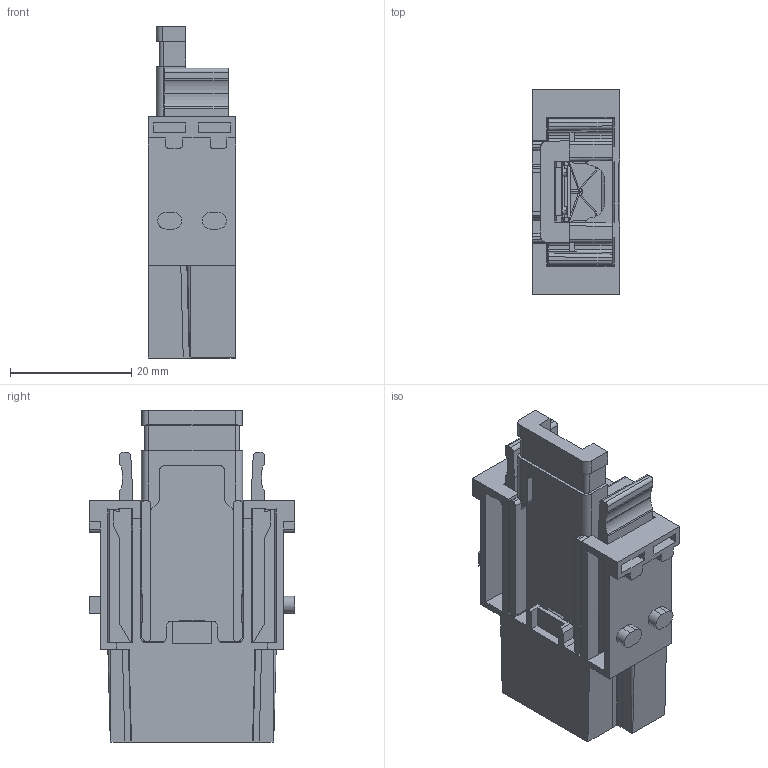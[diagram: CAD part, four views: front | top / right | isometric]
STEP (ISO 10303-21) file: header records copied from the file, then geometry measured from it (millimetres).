
FILE_DESCRIPTION(('CATIA V5 STEP Exchange','CAx-IF Rec.Pracs.--- Model Styling and Organization---1.4--- 2014-01-23'),'2;1');
FILE_NAME ('284626-4_2', '2019-08-14T06:48:46+00:00', ('none'), ('Weidmueller'), 'CATIA Version 5-6 Release 2016 SP3 HF44', 'CATIA V5 STEP AP214', 'none');
FILE_SCHEMA(('AUTOMOTIVE_DESIGN { 1 0 10303 214 1 1 1 1 }'));
Length unit declared in the file: millimetre
Products named in the file (1): 2592210000
Bounding box: 14.5 x 34 x 54.85 mm (x, y, z)
Volume: 10851.2 mm3; surface area: 14157.6 mm2
Topology: 3 solids, 5 shells, 734 faces, 2078 edges, 1356 vertices
Faces by surface type: plane 543, cylinder 149, cone 24, bspline 15, sphere 3
Entity records: 25166 total; most frequent: CARTESIAN_POINT 6607, ORIENTED_EDGE 4150, DIRECTION 3107, EDGE_CURVE 2075, VECTOR 1649, LINE 1649, VERTEX_POINT 1356, AXIS2_PLACEMENT_3D 844
